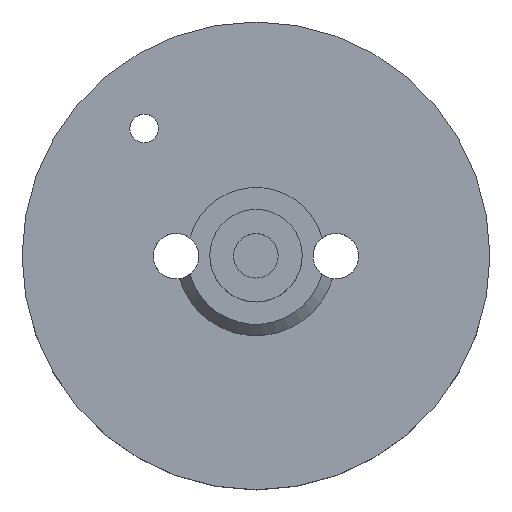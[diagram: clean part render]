
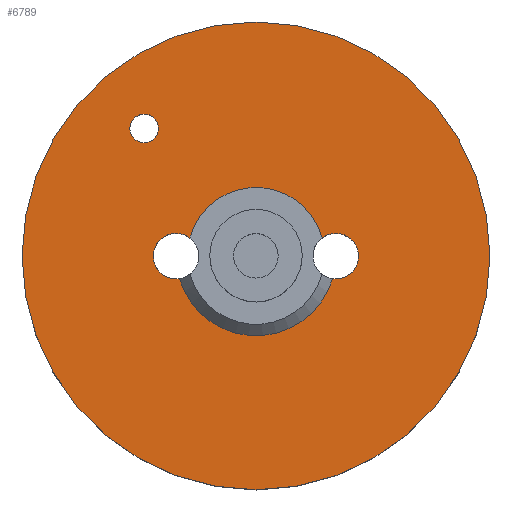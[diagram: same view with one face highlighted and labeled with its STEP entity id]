
A CAD part, top view. The second image highlights one B-rep face of the part: STEP entity #6789.
In plain terms, the highlighted planar face has unit normal (0, 0, 1).
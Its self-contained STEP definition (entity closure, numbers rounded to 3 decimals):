
#25=FACE_BOUND('',#440,.T.);
#26=FACE_BOUND('',#441,.T.);
#36=PLANE('',#7924);
#54=FACE_OUTER_BOUND('',#439,.T.);
#439=EDGE_LOOP('',(#4937));
#440=EDGE_LOOP('',(#4938));
#441=EDGE_LOOP('',(#4939,#4940,#4941,#4942,#4943));
#1555=CIRCLE('',#7173,1.25);
#1559=CIRCLE('',#7180,7.);
#1562=CIRCLE('',#7186,6.);
#1929=CIRCLE('',#7557,20.5);
#2293=CIRCLE('',#7925,2.);
#2294=CIRCLE('',#7926,2.);
#2295=CIRCLE('',#7927,2.);
#2301=VERTEX_POINT('',#10930);
#2304=VERTEX_POINT('',#10941);
#2307=VERTEX_POINT('',#10954);
#2310=VERTEX_POINT('',#10972);
#2311=VERTEX_POINT('',#10973);
#2677=VERTEX_POINT('',#11713);
#3041=VERTEX_POINT('',#12449);
#3049=EDGE_CURVE('',#2301,#2301,#1555,.T.);
#3056=EDGE_CURVE('',#2307,#2304,#1559,.T.);
#3060=EDGE_CURVE('',#2310,#2311,#1562,.T.);
#3430=EDGE_CURVE('',#2677,#2677,#1929,.T.);
#3797=EDGE_CURVE('',#2310,#2307,#2293,.T.);
#3798=EDGE_CURVE('',#3041,#2311,#2294,.T.);
#3799=EDGE_CURVE('',#2304,#3041,#2295,.T.);
#4937=ORIENTED_EDGE('',*,*,#3430,.F.);
#4938=ORIENTED_EDGE('',*,*,#3049,.T.);
#4939=ORIENTED_EDGE('',*,*,#3056,.F.);
#4940=ORIENTED_EDGE('',*,*,#3797,.F.);
#4941=ORIENTED_EDGE('',*,*,#3060,.T.);
#4942=ORIENTED_EDGE('',*,*,#3798,.F.);
#4943=ORIENTED_EDGE('',*,*,#3799,.F.);
#6789=ADVANCED_FACE('',(#54,#25,#26),#36,.F.);
#7173=AXIS2_PLACEMENT_3D('',#10932,#8309,#8310);
#7180=AXIS2_PLACEMENT_3D('',#10963,#8324,#8325);
#7186=AXIS2_PLACEMENT_3D('',#10974,#8337,#8338);
#7557=AXIS2_PLACEMENT_3D('',#11714,#9082,#9083);
#7924=AXIS2_PLACEMENT_3D('',#12447,#9819,#9820);
#7925=AXIS2_PLACEMENT_3D('',#12448,#9821,#9822);
#7926=AXIS2_PLACEMENT_3D('',#12450,#9823,#9824);
#7927=AXIS2_PLACEMENT_3D('',#12451,#9825,#9826);
#8309=DIRECTION('center_axis',(0.,0.,-1.));
#8310=DIRECTION('ref_axis',(-1.,0.,0.));
#8324=DIRECTION('center_axis',(0.,0.,1.));
#8325=DIRECTION('ref_axis',(-1.,0.,0.));
#8337=DIRECTION('center_axis',(0.,0.,-1.));
#8338=DIRECTION('ref_axis',(1.,0.,0.));
#9082=DIRECTION('center_axis',(0.,0.,-1.));
#9083=DIRECTION('ref_axis',(-1.,0.,0.));
#9819=DIRECTION('center_axis',(0.,0.,-1.));
#9820=DIRECTION('ref_axis',(-1.,0.,0.));
#9821=DIRECTION('center_axis',(0.,0.,1.));
#9822=DIRECTION('ref_axis',(-1.,0.,0.));
#9823=DIRECTION('center_axis',(0.,0.,1.));
#9824=DIRECTION('ref_axis',(-1.,0.,0.));
#9825=DIRECTION('center_axis',(0.,0.,1.));
#9826=DIRECTION('ref_axis',(-1.,0.,0.));
#10930=CARTESIAN_POINT('',(-8.545,11.198,1.5));
#10932=CARTESIAN_POINT('Origin',(-9.795,11.198,1.5));
#10941=CARTESIAN_POINT('',(6.716,-1.98,1.5));
#10954=CARTESIAN_POINT('',(-6.699,-1.977,1.5));
#10963=CARTESIAN_POINT('Origin',(0.009,0.023,
1.5));
#10972=CARTESIAN_POINT('',(-5.784,1.588,1.5));
#10973=CARTESIAN_POINT('',(5.798,1.599,1.5));
#10974=CARTESIAN_POINT('Origin',(0.009,0.023,
1.5));
#11713=CARTESIAN_POINT('',(20.509,0.023,1.5));
#11714=CARTESIAN_POINT('Origin',(0.009,0.023,
1.5));
#12447=CARTESIAN_POINT('Origin',(0.009,0.023,
1.5));
#12448=CARTESIAN_POINT('Origin',(-7.,0.,1.5));
#12449=CARTESIAN_POINT('',(9.,0.,1.5));
#12450=CARTESIAN_POINT('Origin',(7.,0.,1.5));
#12451=CARTESIAN_POINT('Origin',(7.,0.,1.5));
